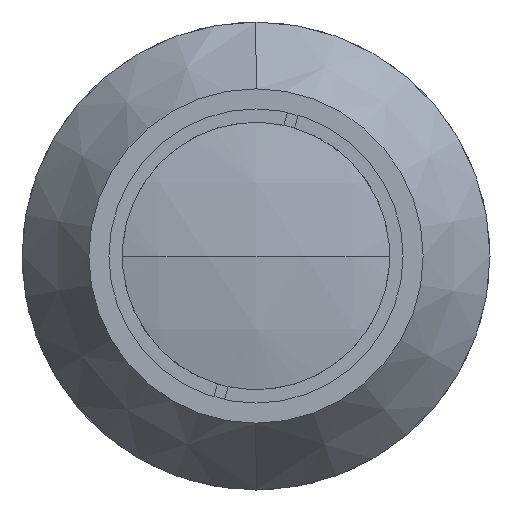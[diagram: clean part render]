
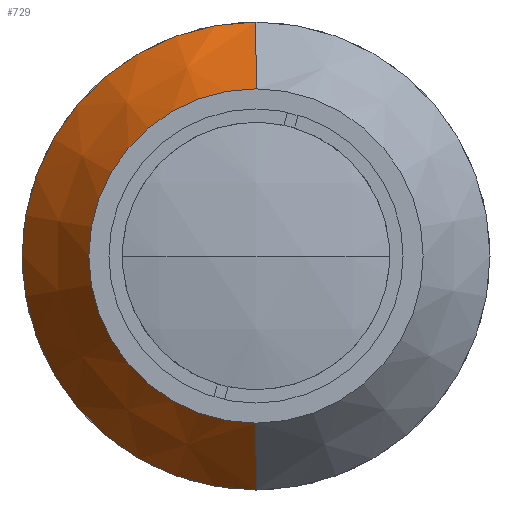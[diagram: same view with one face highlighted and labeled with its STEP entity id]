
A CAD part, left-side view. The second image highlights one B-rep face of the part: STEP entity #729.
In plain terms, the highlighted conical face has half-angle 35 degrees and reference radius 21 mm.
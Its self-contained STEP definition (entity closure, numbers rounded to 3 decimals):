
#42 = DIRECTION ( 'NONE',  ( -1., 0., 0. ) ) ;
#150 = VECTOR ( 'NONE', #3014, 1000. ) ;
#209 = CONICAL_SURFACE ( 'NONE', #1357, 21., 0.611 ) ;
#291 = VERTEX_POINT ( 'NONE', #602 ) ;
#328 = CARTESIAN_POINT ( 'NONE',  ( 15., 0., -15. ) ) ;
#364 = LINE ( 'NONE', #2727, #150 ) ;
#367 = DIRECTION ( 'NONE',  ( 0., 0., -1. ) ) ;
#429 = EDGE_CURVE ( 'NONE', #3668, #291, #3682, .T. ) ;
#602 = CARTESIAN_POINT ( 'NONE',  ( 23.569, 0., -21. ) ) ;
#729 = ADVANCED_FACE ( 'NONE', ( #1258 ), #209, .T. ) ;
#739 = EDGE_CURVE ( 'NONE', #3624, #3668, #1638, .T. ) ;
#884 = AXIS2_PLACEMENT_3D ( 'NONE', #2875, #1069, #3167 ) ;
#903 = AXIS2_PLACEMENT_3D ( 'NONE', #2016, #42, #2287 ) ;
#1069 = DIRECTION ( 'NONE',  ( -1., 0., 0. ) ) ;
#1258 = FACE_OUTER_BOUND ( 'NONE', #2464, .T. ) ;
#1357 = AXIS2_PLACEMENT_3D ( 'NONE', #3643, #2533, #367 ) ;
#1438 = DIRECTION ( 'NONE',  ( 0.819, 0., -0.574 ) ) ;
#1570 = ORIENTED_EDGE ( 'NONE', *, *, #739, .F. ) ;
#1638 = CIRCLE ( 'NONE', #903, 15. ) ;
#1653 = VERTEX_POINT ( 'NONE', #3288 ) ;
#1662 = EDGE_CURVE ( 'NONE', #3624, #1653, #364, .T. ) ;
#2016 = CARTESIAN_POINT ( 'NONE',  ( 15., 0., 0. ) ) ;
#2049 = EDGE_CURVE ( 'NONE', #1653, #291, #2679, .T. ) ;
#2287 = DIRECTION ( 'NONE',  ( 0., 0., 1. ) ) ;
#2464 = EDGE_LOOP ( 'NONE', ( #1570, #3696, #2665, #3851 ) ) ;
#2533 = DIRECTION ( 'NONE',  ( 1., 0., 0. ) ) ;
#2665 = ORIENTED_EDGE ( 'NONE', *, *, #2049, .T. ) ;
#2679 = CIRCLE ( 'NONE', #884, 21. ) ;
#2727 = CARTESIAN_POINT ( 'NONE',  ( 23.569, 0., 21. ) ) ;
#2875 = CARTESIAN_POINT ( 'NONE',  ( 23.569, 0., 0. ) ) ;
#2892 = CARTESIAN_POINT ( 'NONE',  ( 23.569, 0., -21. ) ) ;
#3014 = DIRECTION ( 'NONE',  ( 0.819, 0., 0.574 ) ) ;
#3167 = DIRECTION ( 'NONE',  ( 0., 0., 1. ) ) ;
#3288 = CARTESIAN_POINT ( 'NONE',  ( 23.569, 0., 21. ) ) ;
#3319 = CARTESIAN_POINT ( 'NONE',  ( 15., 0., 15. ) ) ;
#3598 = VECTOR ( 'NONE', #1438, 1000. ) ;
#3624 = VERTEX_POINT ( 'NONE', #3319 ) ;
#3643 = CARTESIAN_POINT ( 'NONE',  ( 23.569, 0., 0. ) ) ;
#3668 = VERTEX_POINT ( 'NONE', #328 ) ;
#3682 = LINE ( 'NONE', #2892, #3598 ) ;
#3696 = ORIENTED_EDGE ( 'NONE', *, *, #1662, .T. ) ;
#3851 = ORIENTED_EDGE ( 'NONE', *, *, #429, .F. ) ;
